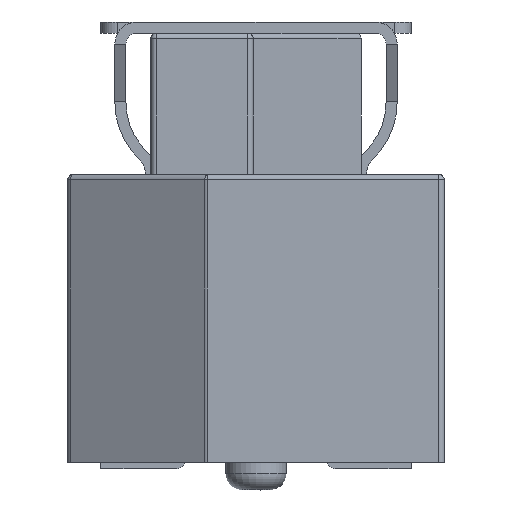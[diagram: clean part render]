
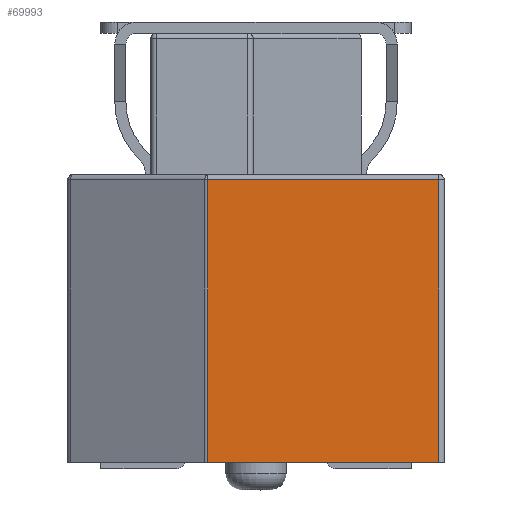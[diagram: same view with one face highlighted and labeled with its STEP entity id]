
A CAD part, left-side view. The second image highlights one B-rep face of the part: STEP entity #69993.
In plain terms, the highlighted planar face has unit normal (-1, 0, 0).
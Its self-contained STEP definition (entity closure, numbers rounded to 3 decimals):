
#3255=ORIENTED_EDGE('',*,*,#24627,.T.);
#3256=ORIENTED_EDGE('',*,*,#24628,.T.);
#3257=ORIENTED_EDGE('',*,*,#24573,.F.);
#3258=ORIENTED_EDGE('',*,*,#24629,.T.);
#24573=EDGE_CURVE('',#35259,#35260,#42083,.T.);
#24627=EDGE_CURVE('',#35306,#35307,#42128,.F.);
#24628=EDGE_CURVE('',#35307,#35260,#42129,.F.);
#24629=EDGE_CURVE('',#35259,#35306,#42130,.F.);
#35259=VERTEX_POINT('',#98947);
#35260=VERTEX_POINT('',#98949);
#35306=VERTEX_POINT('',#99052);
#35307=VERTEX_POINT('',#99053);
#42083=LINE('',#98948,#51393);
#42128=LINE('',#99051,#51438);
#42129=LINE('',#99054,#51439);
#42130=LINE('',#99055,#51440);
#51393=VECTOR('',#79318,1000.);
#51438=VECTOR('',#79387,1000.);
#51439=VECTOR('',#79388,1000.);
#51440=VECTOR('',#79389,1000.);
#60268=EDGE_LOOP('',(#3255,#3256,#3257,#3258));
#63751=FACE_BOUND('',#60268,.T.);
#67222=PLANE('',#73724);
#69993=ADVANCED_FACE('',(#63751),#67222,.F.);
#73724=AXIS2_PLACEMENT_3D('',#99050,#79385,#79386);
#79318=DIRECTION('',(0.,1.,0.));
#79385=DIRECTION('',(1.,0.,0.));
#79386=DIRECTION('',(0.,0.,-1.));
#79387=DIRECTION('',(0.,-1.,0.));
#79388=DIRECTION('',(0.,0.,1.));
#79389=DIRECTION('',(0.,0.,-1.));
#98947=CARTESIAN_POINT('',(-22.9,-3.3,0.));
#98948=CARTESIAN_POINT('',(-22.9,3.4,0.));
#98949=CARTESIAN_POINT('',(-22.9,0.872,0.));
#99050=CARTESIAN_POINT('',(-22.9,3.4,46.117));
#99051=CARTESIAN_POINT('',(-22.9,0.9,5.1));
#99052=CARTESIAN_POINT('',(-22.9,-3.3,5.1));
#99053=CARTESIAN_POINT('',(-22.9,0.872,5.1));
#99054=CARTESIAN_POINT('',(-22.9,0.872,0.));
#99055=CARTESIAN_POINT('',(-22.9,-3.3,46.117));
